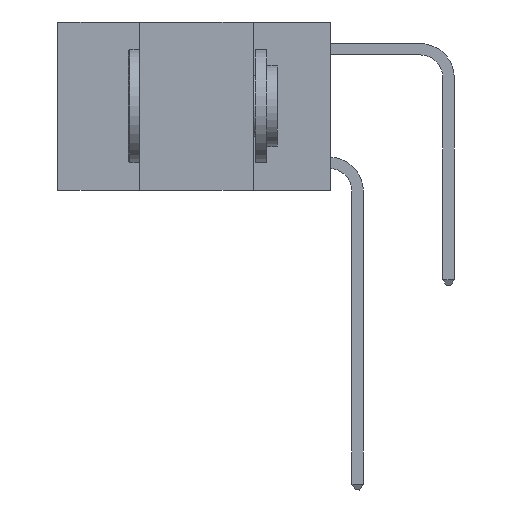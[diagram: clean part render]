
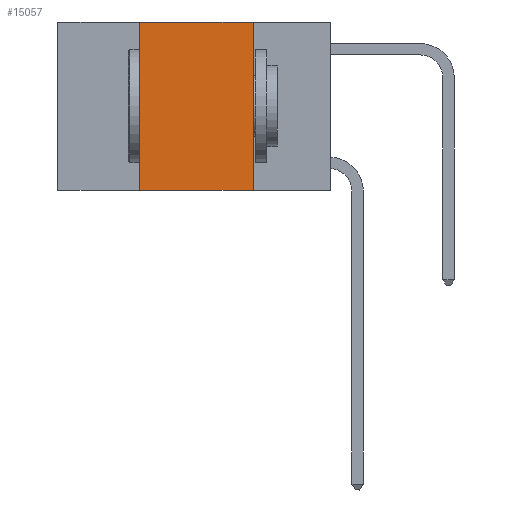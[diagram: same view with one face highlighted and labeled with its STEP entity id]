
A CAD part, left-side view. The second image highlights one B-rep face of the part: STEP entity #15057.
In plain terms, the highlighted planar face has unit normal (-1, 0, 0).
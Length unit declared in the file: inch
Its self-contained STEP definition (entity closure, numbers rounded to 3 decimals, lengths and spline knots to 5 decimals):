
#7 = EDGE_CURVE ( 'NONE', #14024, #19510, #8700, .T. ) ;
#343 = EDGE_LOOP ( 'NONE', ( #9167, #19209, #5301, #15371 ) ) ;
#1197 = EDGE_CURVE ( 'NONE', #14024, #8450, #17534, .T. ) ;
#1974 = EDGE_CURVE ( 'NONE', #19510, #21889, #13073, .T. ) ;
#1988 = CARTESIAN_POINT ( 'NONE',  ( 0., 0.42, -0.37 ) ) ;
#2271 = VECTOR ( 'NONE', #10848, 39.37008 ) ;
#2780 = CARTESIAN_POINT ( 'NONE',  ( 0., 0.6, 0. ) ) ;
#2795 = DIRECTION ( 'NONE',  ( 0., 0., -1. ) ) ;
#3020 = DIRECTION ( 'NONE',  ( 1., 0., 0. ) ) ;
#3550 = VECTOR ( 'NONE', #17613, 39.37008 ) ;
#4738 = CARTESIAN_POINT ( 'NONE',  ( 0., 0.17, 0. ) ) ;
#5301 = ORIENTED_EDGE ( 'NONE', *, *, #7, .F. ) ;
#8450 = VERTEX_POINT ( 'NONE', #15475 ) ;
#8700 = LINE ( 'NONE', #22452, #3550 ) ;
#9167 = ORIENTED_EDGE ( 'NONE', *, *, #16304, .F. ) ;
#9437 = CARTESIAN_POINT ( 'NONE',  ( 0., 0.6, -0.37 ) ) ;
#10654 = PLANE ( 'NONE',  #20767 ) ;
#10848 = DIRECTION ( 'NONE',  ( 0., -1., 0. ) ) ;
#11701 = CARTESIAN_POINT ( 'NONE',  ( 0., 0.17, 0. ) ) ;
#12478 = VECTOR ( 'NONE', #18052, 39.37008 ) ;
#13073 = LINE ( 'NONE', #2780, #12478 ) ;
#14024 = VERTEX_POINT ( 'NONE', #1988 ) ;
#14283 = VECTOR ( 'NONE', #2795, 39.37008 ) ;
#14471 = CARTESIAN_POINT ( 'NONE',  ( 0., 0.6, 0. ) ) ;
#15057 = ADVANCED_FACE ( 'NONE', ( #24608 ), #10654, .F. ) ;
#15371 = ORIENTED_EDGE ( 'NONE', *, *, #1197, .T. ) ;
#15475 = CARTESIAN_POINT ( 'NONE',  ( 0., 0.17, -0.37 ) ) ;
#16304 = EDGE_CURVE ( 'NONE', #21889, #8450, #19295, .T. ) ;
#16369 = DIRECTION ( 'NONE',  ( 0., 0., -1. ) ) ;
#17534 = LINE ( 'NONE', #9437, #2271 ) ;
#17613 = DIRECTION ( 'NONE',  ( 0., 0., 1. ) ) ;
#18052 = DIRECTION ( 'NONE',  ( 0., -1., 0. ) ) ;
#18195 = CARTESIAN_POINT ( 'NONE',  ( 0., 0.42, 0. ) ) ;
#19209 = ORIENTED_EDGE ( 'NONE', *, *, #1974, .F. ) ;
#19295 = LINE ( 'NONE', #4738, #14283 ) ;
#19510 = VERTEX_POINT ( 'NONE', #18195 ) ;
#20767 = AXIS2_PLACEMENT_3D ( 'NONE', #14471, #3020, #16369 ) ;
#21889 = VERTEX_POINT ( 'NONE', #11701 ) ;
#22452 = CARTESIAN_POINT ( 'NONE',  ( 0., 0.42, 0. ) ) ;
#24608 = FACE_OUTER_BOUND ( 'NONE', #343, .T. ) ;
